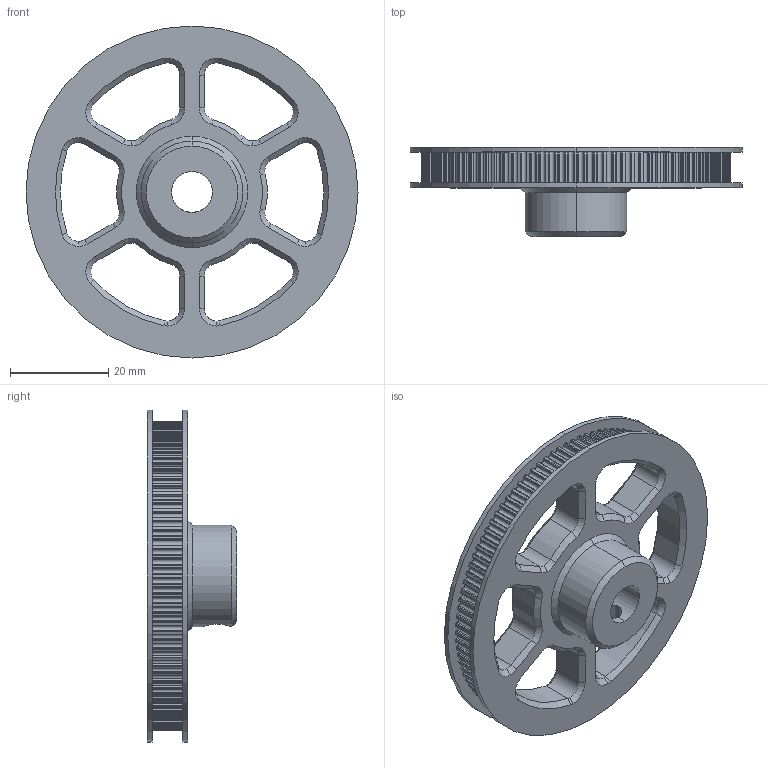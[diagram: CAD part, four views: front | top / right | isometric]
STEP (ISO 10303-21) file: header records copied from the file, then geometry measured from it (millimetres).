
FILE_DESCRIPTION (( 'STEP AP203' ), '1' );
FILE_NAME ('100n pulley.STEP', '2023-07-13T19:50:22', ( '' ), ( '' ), 'SwSTEP 2.0', 'SolidWorks 2023', '' );
FILE_SCHEMA (( 'CONFIG_CONTROL_DESIGN' ));
Length unit declared in the file: millimetre
Products named in the file (1): 100n pulley
Bounding box: 67.66 x 18.25 x 67.66 mm (x, y, z)
Volume: 18831.7 mm3; surface area: 11410 mm2
Topology: 1 solids, 1 shells, 876 faces, 2512 edges, 1639 vertices
Faces by surface type: cylinder 745, cone 88, plane 41, bspline 2
Entity records: 30742 total; most frequent: CARTESIAN_POINT 6233, DIRECTION 5829, ORIENTED_EDGE 5024, EDGE_CURVE 2512, AXIS2_PLACEMENT_3D 2455, VERTEX_POINT 1639, CIRCLE 1580, LINE 919
